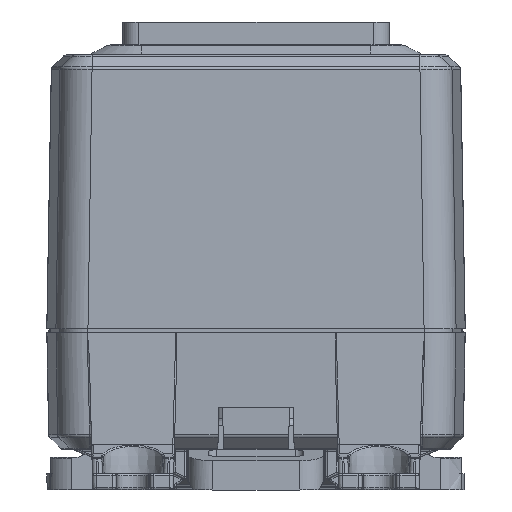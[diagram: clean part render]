
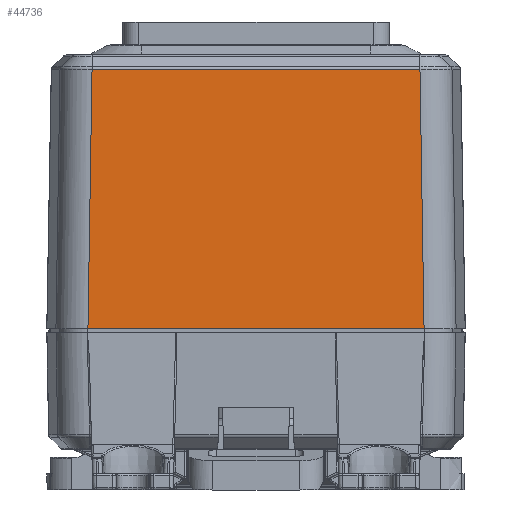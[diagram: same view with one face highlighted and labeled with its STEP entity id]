
A CAD part, front view. The second image highlights one B-rep face of the part: STEP entity #44736.
In plain terms, the highlighted planar face has unit normal (0, -1, 0.018).
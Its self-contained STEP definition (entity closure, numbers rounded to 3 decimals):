
#4939 = VERTEX_POINT ( 'NONE', #130705 ) ;
#11480 = ORIENTED_EDGE ( 'NONE', *, *, #54880, .F. ) ;
#23038 = CARTESIAN_POINT ( 'NONE',  ( -24.5, -58.25, 15. ) ) ;
#36227 = DIRECTION ( 'NONE',  ( 0., -0.017, -1. ) ) ;
#39593 = LINE ( 'NONE', #40565, #74470 ) ;
#40565 = CARTESIAN_POINT ( 'NONE',  ( 20.882, -58.251, 14.943 ) ) ;
#40862 = FACE_OUTER_BOUND ( 'NONE', #164377, .T. ) ;
#43857 = CARTESIAN_POINT ( 'NONE',  ( 0., -58.25, 15. ) ) ;
#44736 = ADVANCED_FACE ( 'NONE', ( #40862 ), #166305, .T. ) ;
#52423 = AXIS2_PLACEMENT_3D ( 'NONE', #23038, #114717, #36227 ) ;
#54880 = EDGE_CURVE ( 'NONE', #167534, #4939, #39593, .T. ) ;
#57732 = EDGE_CURVE ( 'NONE', #159173, #4939, #131813, .T. ) ;
#59575 = CARTESIAN_POINT ( 'NONE',  ( -20.881, -58.25, 15. ) ) ;
#61538 = VERTEX_POINT ( 'NONE', #73817 ) ;
#73817 = CARTESIAN_POINT ( 'NONE',  ( -20.372, -57.688, 47.193 ) ) ;
#74193 = CARTESIAN_POINT ( 'NONE',  ( -24.5, -57.688, 47.193 ) ) ;
#74470 = VECTOR ( 'NONE', #119113, 1000. ) ;
#78135 = EDGE_CURVE ( 'NONE', #167534, #61538, #100354, .T. ) ;
#82538 = ORIENTED_EDGE ( 'NONE', *, *, #57732, .T. ) ;
#83642 = ORIENTED_EDGE ( 'NONE', *, *, #78135, .T. ) ;
#89261 = CARTESIAN_POINT ( 'NONE',  ( 20.372, -57.688, 47.193 ) ) ;
#100354 = LINE ( 'NONE', #74193, #170052 ) ;
#100766 = LINE ( 'NONE', #105972, #166363 ) ;
#105972 = CARTESIAN_POINT ( 'NONE',  ( -20.372, -57.688, 47.193 ) ) ;
#114717 = DIRECTION ( 'NONE',  ( 0., -1., 0.017 ) ) ;
#119113 = DIRECTION ( 'NONE',  ( 0.016, -0.017, -1. ) ) ;
#119139 = DIRECTION ( 'NONE',  ( -0.016, -0.017, -1. ) ) ;
#122365 = DIRECTION ( 'NONE',  ( 1., 0., 0. ) ) ;
#130705 = CARTESIAN_POINT ( 'NONE',  ( 20.881, -58.25, 15. ) ) ;
#131813 = LINE ( 'NONE', #43857, #166728 ) ;
#144652 = ORIENTED_EDGE ( 'NONE', *, *, #147790, .T. ) ;
#147790 = EDGE_CURVE ( 'NONE', #61538, #159173, #100766, .T. ) ;
#159173 = VERTEX_POINT ( 'NONE', #59575 ) ;
#164377 = EDGE_LOOP ( 'NONE', ( #144652, #82538, #11480, #83642 ) ) ;
#165890 = DIRECTION ( 'NONE',  ( -1., 0., 0. ) ) ;
#166305 = PLANE ( 'NONE',  #52423 ) ;
#166363 = VECTOR ( 'NONE', #119139, 1000. ) ;
#166728 = VECTOR ( 'NONE', #122365, 1000. ) ;
#167534 = VERTEX_POINT ( 'NONE', #89261 ) ;
#170052 = VECTOR ( 'NONE', #165890, 1000. ) ;
